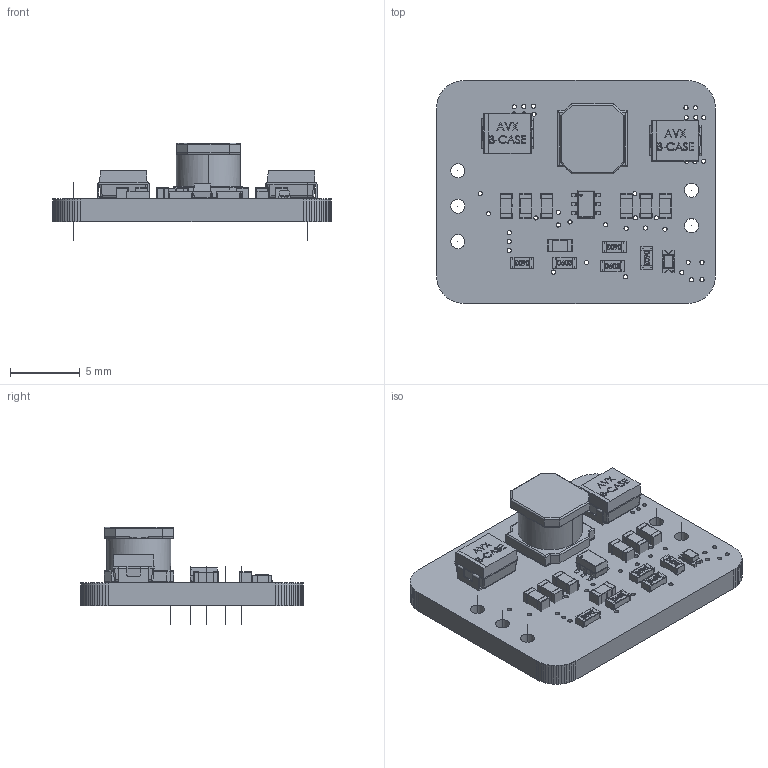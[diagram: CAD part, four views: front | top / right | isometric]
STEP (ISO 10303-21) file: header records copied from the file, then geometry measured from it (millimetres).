
FILE_DESCRIPTION(('PCB Model'),'2;1');
FILE_NAME('10152.STEP','2026-02-25T23:43:46',('Pritesh'), ('Unspecified'),'Open CASCADE STEP processor 7.6','Proteus','Unknown' );
FILE_SCHEMA(('AUTOMOTIVE_DESIGN { 1 0 10303 214 1 1 1 1 }'));
Length unit declared in the file: millimetre
Products named in the file (73): Proteus PCB Model; Board; U4; Package; Body_1; =>[0:1:1:2]; =>[0:1:1:3]; SOLID; L1; =>[0:1:1:4]; =>[0:1:1:5]; J1; Pin_1; J2; R20; =>[0:1:1:6]; R21; R8; R19; C25; C29; C26; C27; C30; C17; C41; R34; LED9; NAUO1; NAUO2; NAUO3; NAUO4; NAUO5; C33; J5; J3; J4; C1
Assembly tree (87 placements, depth 6):
  Proteus PCB Model
    Board
    U4
      Package
        Body_1
          =>[0:1:1:2]
          =>[0:1:1:3]
            SOLID
            SOLID
            SOLID
            SOLID
            SOLID
            SOLID
    L1
      Package
        Body_1
          =>[0:1:1:3]
          =>[0:1:1:4]
          =>[0:1:1:5]
    J1
      Package
        Pin_1
    J2
      Package
        Pin_1
    R20
      Package
        Body_1
          =>[0:1:1:3]
          =>[0:1:1:4]
          =>[0:1:1:5]
          =>[0:1:1:6]
    R21
      Package
        Body_1
          =>[0:1:1:3]
          =>[0:1:1:4]
          =>[0:1:1:5]
          =>[0:1:1:6]
    R8
      Package
        Body_1
          =>[0:1:1:3]
          =>[0:1:1:4]
          =>[0:1:1:5]
          =>[0:1:1:6]
    R19
      Package
        Body_1
          =>[0:1:1:3]
          =>[0:1:1:4]
          =>[0:1:1:5]
          =>[0:1:1:6]
    C25
      Package
        Body_1
          =>[0:1:1:3]
          =>[0:1:1:4]
          =>[0:1:1:5]
          =>[0:1:1:6]
Bounding box: 20 x 16 x 7 mm (x, y, z)
Volume: 638 mm3; surface area: 1200.2 mm2
Topology: 70 solids, 71 shells, 2108 faces, 5289 edges, 3258 vertices
Faces by surface type: plane 1264, cylinder 439, bspline 275, sphere 130
Full cylindrical faces by diameter (mm): 0.01 x5, 0.156 x1, 0.3 x39, 1.016 x5
Entity records: 33507 total; most frequent: CARTESIAN_POINT 9233, ORIENTED_EDGE 3834, DIRECTION 3500, EDGE_CURVE 1918, LINE 1446, VECTOR 1446, VERTEX_POINT 1226, AXIS2_PLACEMENT_3D 1027
